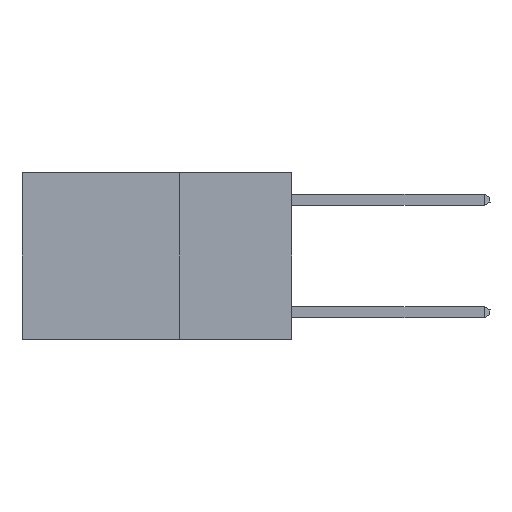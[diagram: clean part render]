
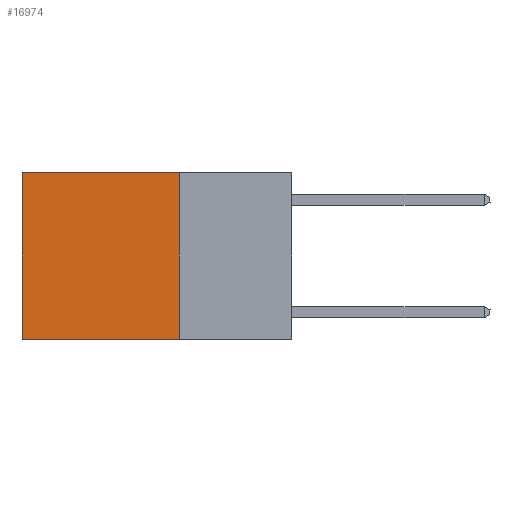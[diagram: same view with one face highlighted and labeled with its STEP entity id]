
A CAD part, left-side view. The second image highlights one B-rep face of the part: STEP entity #16974.
In plain terms, the highlighted planar face has unit normal (-1, 0, 0).
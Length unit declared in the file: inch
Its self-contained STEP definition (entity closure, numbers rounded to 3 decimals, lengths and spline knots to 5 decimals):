
#519 = VECTOR ( 'NONE', #3753, 39.37008 ) ;
#1211 = VERTEX_POINT ( 'NONE', #4801 ) ;
#1526 = ORIENTED_EDGE ( 'NONE', *, *, #17439, .F. ) ;
#3753 = DIRECTION ( 'NONE',  ( 0., 1., 0. ) ) ;
#4201 = VERTEX_POINT ( 'NONE', #15050 ) ;
#4801 = CARTESIAN_POINT ( 'NONE',  ( 0.2625, 0.25, -0.37 ) ) ;
#6461 = DIRECTION ( 'NONE',  ( 0., 0., -1. ) ) ;
#7137 = EDGE_LOOP ( 'NONE', ( #22833, #1526, #10161, #22957 ) ) ;
#7456 = LINE ( 'NONE', #20397, #23179 ) ;
#8472 = CARTESIAN_POINT ( 'NONE',  ( 0.2625, 0.25, 0. ) ) ;
#10121 = EDGE_CURVE ( 'NONE', #4201, #25185, #18114, .T. ) ;
#10161 = ORIENTED_EDGE ( 'NONE', *, *, #16571, .F. ) ;
#12093 = CARTESIAN_POINT ( 'NONE',  ( 0.2625, 0.25, 0. ) ) ;
#12220 = VECTOR ( 'NONE', #13390, 39.37008 ) ;
#12942 = FACE_OUTER_BOUND ( 'NONE', #7137, .T. ) ;
#12983 = LINE ( 'NONE', #24294, #12220 ) ;
#13016 = EDGE_CURVE ( 'NONE', #25185, #15284, #25615, .T. ) ;
#13390 = DIRECTION ( 'NONE',  ( 0., 1., 0. ) ) ;
#13656 = DIRECTION ( 'NONE',  ( 0., 0., -1. ) ) ;
#15050 = CARTESIAN_POINT ( 'NONE',  ( 0.2625, 0.25, 0. ) ) ;
#15284 = VERTEX_POINT ( 'NONE', #20261 ) ;
#16571 = EDGE_CURVE ( 'NONE', #4201, #1211, #7456, .T. ) ;
#16974 = ADVANCED_FACE ( 'NONE', ( #12942 ), #19384, .F. ) ;
#17231 = DIRECTION ( 'NONE',  ( 1., 0., 0. ) ) ;
#17439 = EDGE_CURVE ( 'NONE', #1211, #15284, #12983, .T. ) ;
#17696 = AXIS2_PLACEMENT_3D ( 'NONE', #8472, #17231, #6461 ) ;
#18114 = LINE ( 'NONE', #12093, #519 ) ;
#19384 = PLANE ( 'NONE',  #17696 ) ;
#20261 = CARTESIAN_POINT ( 'NONE',  ( 0.2625, 0.6, -0.37 ) ) ;
#20397 = CARTESIAN_POINT ( 'NONE',  ( 0.2625, 0.25, 0. ) ) ;
#21764 = CARTESIAN_POINT ( 'NONE',  ( 0.2625, 0.6, 0. ) ) ;
#22833 = ORIENTED_EDGE ( 'NONE', *, *, #13016, .T. ) ;
#22957 = ORIENTED_EDGE ( 'NONE', *, *, #10121, .T. ) ;
#23179 = VECTOR ( 'NONE', #13656, 39.37008 ) ;
#23610 = CARTESIAN_POINT ( 'NONE',  ( 0.2625, 0.6, 0. ) ) ;
#24294 = CARTESIAN_POINT ( 'NONE',  ( 0.2625, 0.25, -0.37 ) ) ;
#25185 = VERTEX_POINT ( 'NONE', #21764 ) ;
#25615 = LINE ( 'NONE', #23610, #28117 ) ;
#25907 = DIRECTION ( 'NONE',  ( 0., 0., -1. ) ) ;
#28117 = VECTOR ( 'NONE', #25907, 39.37008 ) ;
